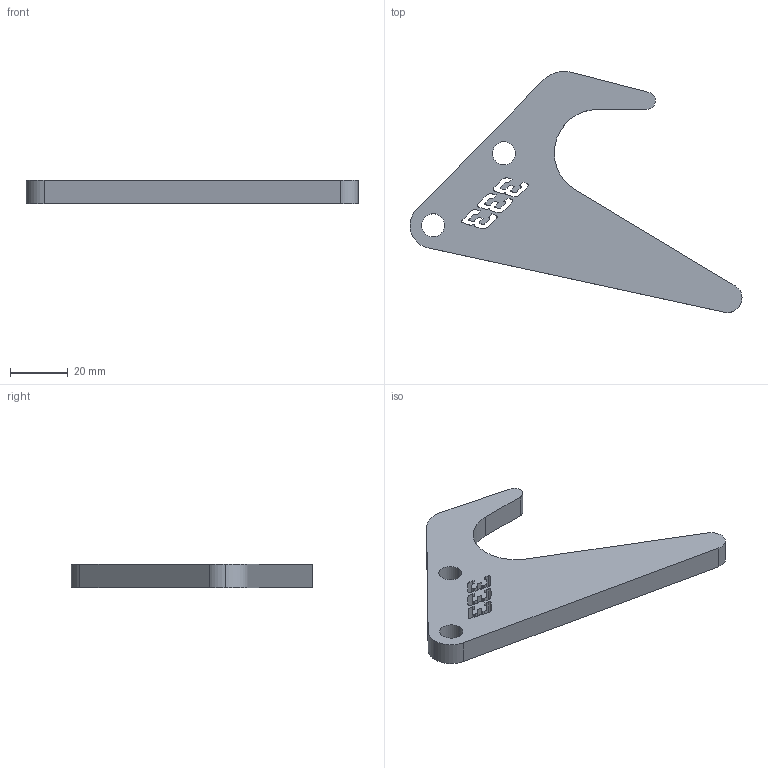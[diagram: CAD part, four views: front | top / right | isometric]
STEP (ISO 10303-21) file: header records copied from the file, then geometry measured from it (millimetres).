
FILE_DESCRIPTION (( 'STEP AP214' ), '1' );
FILE_NAME ('griffe bras oscilant ralongée Droit.STEP', '2023-06-23T13:50:09', ( '' ), ( '' ), 'SwSTEP 2.0', 'SolidWorks 2023', '' );
FILE_SCHEMA (( 'AUTOMOTIVE_DESIGN' ));
Length unit declared in the file: millimetre
Products named in the file (1): griffe bras oscilant ralongée Droit
Bounding box: 115 x 83.52 x 8 mm (x, y, z)
Volume: 28828.6 mm3; surface area: 11644.8 mm2
Topology: 1 solids, 1 shells, 117 faces, 345 edges, 230 vertices
Faces by surface type: bspline 54, plane 52, cylinder 11
Entity records: 5912 total; most frequent: CARTESIAN_POINT 3099, ORIENTED_EDGE 690, DIRECTION 387, EDGE_CURVE 345, VERTEX_POINT 230, VECTOR 215, LINE 215, EDGE_LOOP 127
